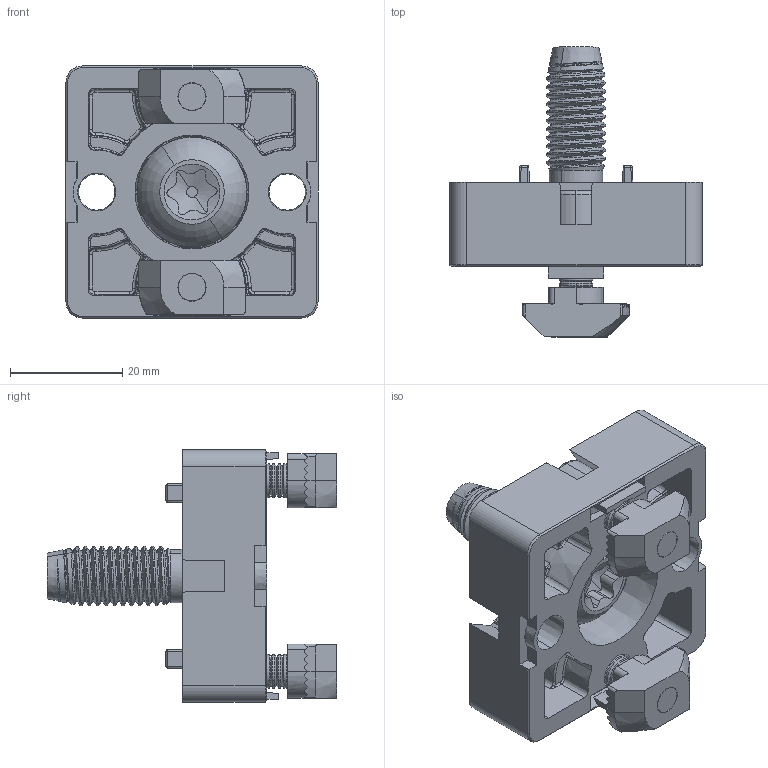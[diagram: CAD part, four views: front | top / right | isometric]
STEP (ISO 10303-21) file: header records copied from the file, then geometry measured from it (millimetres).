
FILE_DESCRIPTION (( 'STEP AP214' ), '1' );
FILE_NAME ('099EA45451012RS01.STEP', '2016-02-08T13:51:11', ( '' ), ( '' ), 'SwSTEP 2.0', 'SolidWorks 2016', '' );
FILE_SCHEMA (( 'AUTOMOTIVE_DESIGN' ));
Length unit declared in the file: millimetre
Products named in the file (5): cap screw ISO 4762 M6x20_ISO 4762 M6; 093s1230t_093 s12 30 t; 096h10430_096 h 10 6 30; 099ea45451012r_099EA45451012R; 099EA45451012RS01
Assembly tree (6 placements, depth 2):
  099EA45451012RS01
    099ea45451012r_099EA45451012R
    096h10430_096 h 10 6 30  x2
    093s1230t_093 s12 30 t
    cap screw ISO 4762 M6x20_ISO 4762 M6  x2
Bounding box: 45 x 51.7 x 45 mm (x, y, z)
Volume: 25575.3 mm3; surface area: 15804.8 mm2
Topology: 6 solids, 6 shells, 957 faces, 2358 edges, 1392 vertices
Faces by surface type: plane 310, cylinder 249, cone 222, bspline 103, torus 57, sphere 16
Entity records: 27973 total; most frequent: CARTESIAN_POINT 10793, ORIENTED_EDGE 3688, DIRECTION 3283, EDGE_CURVE 1844, AXIS2_PLACEMENT_3D 1211, VERTEX_POINT 1117, VECTOR 861, LINE 861
